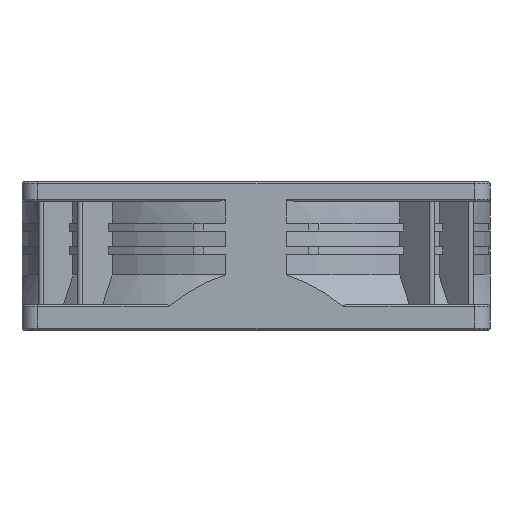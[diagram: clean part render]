
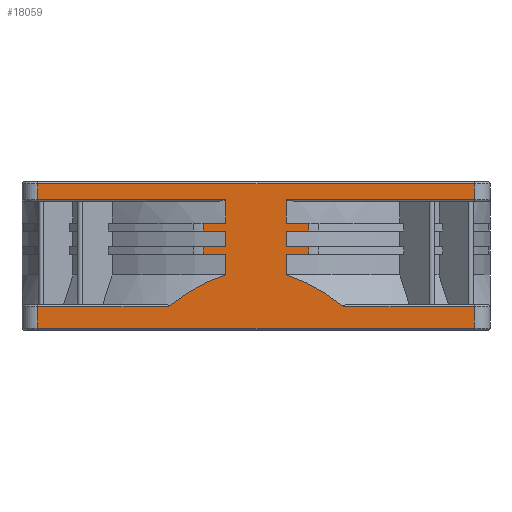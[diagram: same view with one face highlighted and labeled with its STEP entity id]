
A CAD part, front view. The second image highlights one B-rep face of the part: STEP entity #18059.
In plain terms, the highlighted planar face has unit normal (0, -1, 0).
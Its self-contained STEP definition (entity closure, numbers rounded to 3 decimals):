
#1856=DIRECTION('',(1.,0.,0.));
#1857=VECTOR('',#1856,112.);
#1858=CARTESIAN_POINT('',(-56.,-60.,-37.5));
#1859=LINE('',#1858,#1857);
#2317=DIRECTION('',(0.,0.,1.));
#2318=VECTOR('',#2317,5.5);
#2319=CARTESIAN_POINT('',(56.,-60.,-37.5));
#2320=LINE('',#2319,#2318);
#2321=DIRECTION('',(0.,0.,-1.));
#2322=VECTOR('',#2321,5.5);
#2323=CARTESIAN_POINT('',(-56.,-60.,-32.));
#2324=LINE('',#2323,#2322);
#2933=DIRECTION('',(-1.,0.,0.));
#2934=VECTOR('',#2933,112.);
#2935=CARTESIAN_POINT('',(56.,-60.,-0.5));
#2936=LINE('',#2935,#2934);
#5690=DIRECTION('',(-1.,0.,0.));
#5691=VECTOR('',#5690,33.492);
#5692=CARTESIAN_POINT('',(-22.508,-60.,-32.));
#5693=LINE('',#5692,#5691);
#5935=DIRECTION('',(0.,0.,-1.));
#5936=VECTOR('',#5935,6.1);
#5937=CARTESIAN_POINT('',(-7.762,-60.,-4.5));
#5938=LINE('',#5937,#5936);
#5943=DIRECTION('',(1.,0.,0.));
#5944=VECTOR('',#5943,48.238);
#5945=CARTESIAN_POINT('',(-56.,-60.,-4.5));
#5946=LINE('',#5945,#5944);
#5965=DIRECTION('',(-1.,0.,0.));
#5966=VECTOR('',#5965,5.775);
#5967=CARTESIAN_POINT('',(-7.762,-60.,-10.6));
#5968=LINE('',#5967,#5966);
#5996=DIRECTION('',(1.,0.,0.));
#5997=VECTOR('',#5996,5.775);
#5998=CARTESIAN_POINT('',(-13.537,-60.,-12.6));
#5999=LINE('',#5998,#5997);
#6005=DIRECTION('',(0.,0.,-1.));
#6006=VECTOR('',#6005,2.);
#6007=CARTESIAN_POINT('',(-13.537,-60.,-10.6));
#6008=LINE('',#6007,#6006);
#6009=DIRECTION('',(0.,0.,-1.));
#6010=VECTOR('',#6009,4.);
#6011=CARTESIAN_POINT('',(-7.762,-60.,-12.6));
#6012=LINE('',#6011,#6010);
#6031=DIRECTION('',(-1.,0.,0.));
#6032=VECTOR('',#6031,5.775);
#6033=CARTESIAN_POINT('',(-7.762,-60.,-16.6));
#6034=LINE('',#6033,#6032);
#6062=DIRECTION('',(1.,0.,0.));
#6063=VECTOR('',#6062,5.775);
#6064=CARTESIAN_POINT('',(-13.537,-60.,-18.6));
#6065=LINE('',#6064,#6063);
#6071=DIRECTION('',(0.,0.,-1.));
#6072=VECTOR('',#6071,2.);
#6073=CARTESIAN_POINT('',(-13.537,-60.,-16.6));
#6074=LINE('',#6073,#6072);
#6079=DIRECTION('',(0.,0.,-1.));
#6080=VECTOR('',#6079,5.267);
#6081=CARTESIAN_POINT('',(-7.762,-60.,-18.6));
#6082=LINE('',#6081,#6080);
#6115=CARTESIAN_POINT('',(-7.762,-60.,-23.867));
#6116=CARTESIAN_POINT('',(-9.284,-60.,-24.31));
#6117=CARTESIAN_POINT('',(-12.411,-60.,-25.482));
#6118=CARTESIAN_POINT('',(-17.306,-60.,-28.137));
#6119=CARTESIAN_POINT('',(-20.75,-60.,-30.598));
#6120=CARTESIAN_POINT('',(-22.508,-60.,-32.));
#6148=DIRECTION('',(0.,0.,-1.));
#6149=VECTOR('',#6148,4.);
#6150=CARTESIAN_POINT('',(-56.,-60.,-0.5));
#6151=LINE('',#6150,#6149);
#6249=DIRECTION('',(1.,0.,0.));
#6250=VECTOR('',#6249,48.238);
#6251=CARTESIAN_POINT('',(7.762,-60.,-4.5));
#6252=LINE('',#6251,#6250);
#6285=DIRECTION('',(0.,0.,1.));
#6286=VECTOR('',#6285,6.1);
#6287=CARTESIAN_POINT('',(7.762,-60.,-10.6));
#6288=LINE('',#6287,#6286);
#6293=DIRECTION('',(0.,0.,1.));
#6294=VECTOR('',#6293,5.267);
#6295=CARTESIAN_POINT('',(7.762,-60.,-23.867));
#6296=LINE('',#6295,#6294);
#6302=DIRECTION('',(1.,0.,0.));
#6303=VECTOR('',#6302,5.775);
#6304=CARTESIAN_POINT('',(7.762,-60.,-18.6));
#6305=LINE('',#6304,#6303);
#6320=DIRECTION('',(0.,0.,1.));
#6321=VECTOR('',#6320,2.);
#6322=CARTESIAN_POINT('',(13.537,-60.,-18.6));
#6323=LINE('',#6322,#6321);
#6324=DIRECTION('',(-1.,0.,0.));
#6325=VECTOR('',#6324,5.775);
#6326=CARTESIAN_POINT('',(13.537,-60.,-16.6));
#6327=LINE('',#6326,#6325);
#6351=DIRECTION('',(0.,0.,1.));
#6352=VECTOR('',#6351,4.);
#6353=CARTESIAN_POINT('',(7.762,-60.,-16.6));
#6354=LINE('',#6353,#6352);
#6360=DIRECTION('',(1.,0.,0.));
#6361=VECTOR('',#6360,5.775);
#6362=CARTESIAN_POINT('',(7.762,-60.,-12.6));
#6363=LINE('',#6362,#6361);
#6378=DIRECTION('',(0.,0.,1.));
#6379=VECTOR('',#6378,2.);
#6380=CARTESIAN_POINT('',(13.537,-60.,-12.6));
#6381=LINE('',#6380,#6379);
#6382=DIRECTION('',(-1.,0.,0.));
#6383=VECTOR('',#6382,5.775);
#6384=CARTESIAN_POINT('',(13.537,-60.,-10.6));
#6385=LINE('',#6384,#6383);
#6441=CARTESIAN_POINT('',(22.508,-60.,-32.));
#6442=CARTESIAN_POINT('',(21.223,-60.,-30.975));
#6443=CARTESIAN_POINT('',(18.674,-60.,-29.112));
#6444=CARTESIAN_POINT('',(15.445,-60.,-27.095));
#6445=CARTESIAN_POINT('',(11.343,-60.,-25.057));
#6446=CARTESIAN_POINT('',(8.949,-60.,-24.213));
#6447=CARTESIAN_POINT('',(7.762,-60.,-23.867));
#6461=DIRECTION('',(-1.,0.,0.));
#6462=VECTOR('',#6461,33.492);
#6463=CARTESIAN_POINT('',(56.,-60.,-32.));
#6464=LINE('',#6463,#6462);
#6888=DIRECTION('',(0.,0.,1.));
#6889=VECTOR('',#6888,4.);
#6890=CARTESIAN_POINT('',(56.,-60.,-4.5));
#6891=LINE('',#6890,#6889);
#12337=CARTESIAN_POINT('',(56.,-60.,-32.));
#12338=VERTEX_POINT('',#12337);
#12341=CARTESIAN_POINT('',(56.,-60.,-37.5));
#12342=VERTEX_POINT('',#12341);
#12803=CARTESIAN_POINT('',(56.,-60.,-0.5));
#12804=VERTEX_POINT('',#12803);
#12805=CARTESIAN_POINT('',(-56.,-60.,-0.5));
#12806=VERTEX_POINT('',#12805);
#12975=CARTESIAN_POINT('',(-56.,-60.,-32.));
#12976=CARTESIAN_POINT('',(-56.,-60.,-37.5));
#12977=VERTEX_POINT('',#12975);
#12978=VERTEX_POINT('',#12976);
#12979=CARTESIAN_POINT('',(-22.508,-60.,-32.));
#12980=VERTEX_POINT('',#12979);
#12981=VERTEX_POINT('',#6115);
#12982=CARTESIAN_POINT('',(-7.762,-60.,-18.6));
#12983=VERTEX_POINT('',#12982);
#12984=CARTESIAN_POINT('',(-13.537,-60.,-18.6));
#12985=VERTEX_POINT('',#12984);
#12986=CARTESIAN_POINT('',(-13.537,-60.,-16.6));
#12987=VERTEX_POINT('',#12986);
#12988=CARTESIAN_POINT('',(-7.762,-60.,-16.6));
#12989=VERTEX_POINT('',#12988);
#12990=CARTESIAN_POINT('',(-7.762,-60.,-12.6));
#12991=VERTEX_POINT('',#12990);
#12992=CARTESIAN_POINT('',(-13.537,-60.,-12.6));
#12993=VERTEX_POINT('',#12992);
#12994=CARTESIAN_POINT('',(-13.537,-60.,-10.6));
#12995=VERTEX_POINT('',#12994);
#12996=CARTESIAN_POINT('',(-7.762,-60.,-10.6));
#12997=VERTEX_POINT('',#12996);
#12998=CARTESIAN_POINT('',(-7.762,-60.,-4.5));
#12999=VERTEX_POINT('',#12998);
#13000=CARTESIAN_POINT('',(-56.,-60.,-4.5));
#13001=VERTEX_POINT('',#13000);
#13002=CARTESIAN_POINT('',(56.,-60.,-4.5));
#13003=VERTEX_POINT('',#13002);
#13004=CARTESIAN_POINT('',(7.762,-60.,-4.5));
#13005=VERTEX_POINT('',#13004);
#13006=CARTESIAN_POINT('',(7.762,-60.,-10.6));
#13007=VERTEX_POINT('',#13006);
#13008=CARTESIAN_POINT('',(13.537,-60.,-10.6));
#13009=VERTEX_POINT('',#13008);
#13010=CARTESIAN_POINT('',(13.537,-60.,-12.6));
#13011=VERTEX_POINT('',#13010);
#13012=CARTESIAN_POINT('',(7.762,-60.,-12.6));
#13013=VERTEX_POINT('',#13012);
#13014=CARTESIAN_POINT('',(7.762,-60.,-16.6));
#13015=VERTEX_POINT('',#13014);
#13016=CARTESIAN_POINT('',(13.537,-60.,-16.6));
#13017=VERTEX_POINT('',#13016);
#13018=CARTESIAN_POINT('',(13.537,-60.,-18.6));
#13019=VERTEX_POINT('',#13018);
#13020=CARTESIAN_POINT('',(7.762,-60.,-18.6));
#13021=VERTEX_POINT('',#13020);
#13022=CARTESIAN_POINT('',(7.762,-60.,-23.867));
#13023=VERTEX_POINT('',#13022);
#13024=VERTEX_POINT('',#6441);
#17994=CARTESIAN_POINT('',(-60.,-60.,-38.166));
#17995=DIRECTION('',(0.,-1.,0.));
#17996=DIRECTION('',(0.,0.,-1.));
#17997=AXIS2_PLACEMENT_3D('',#17994,#17995,#17996);
#17998=PLANE('',#17997);
#17999=ORIENTED_EDGE('',*,*,#17988,.F.);
#18000=ORIENTED_EDGE('',*,*,#16461,.F.);
#18002=ORIENTED_EDGE('',*,*,#18001,.F.);
#18004=ORIENTED_EDGE('',*,*,#18003,.F.);
#18006=ORIENTED_EDGE('',*,*,#18005,.F.);
#18008=ORIENTED_EDGE('',*,*,#18007,.F.);
#18010=ORIENTED_EDGE('',*,*,#18009,.F.);
#18012=ORIENTED_EDGE('',*,*,#18011,.F.);
#18014=ORIENTED_EDGE('',*,*,#18013,.F.);
#18016=ORIENTED_EDGE('',*,*,#18015,.F.);
#18018=ORIENTED_EDGE('',*,*,#18017,.F.);
#18020=ORIENTED_EDGE('',*,*,#18019,.F.);
#18022=ORIENTED_EDGE('',*,*,#18021,.F.);
#18024=ORIENTED_EDGE('',*,*,#18023,.F.);
#18026=ORIENTED_EDGE('',*,*,#18025,.F.);
#18028=ORIENTED_EDGE('',*,*,#18027,.F.);
#18030=ORIENTED_EDGE('',*,*,#18029,.F.);
#18032=ORIENTED_EDGE('',*,*,#18031,.F.);
#18034=ORIENTED_EDGE('',*,*,#18033,.F.);
#18036=ORIENTED_EDGE('',*,*,#18035,.F.);
#18038=ORIENTED_EDGE('',*,*,#18037,.F.);
#18040=ORIENTED_EDGE('',*,*,#18039,.F.);
#18042=ORIENTED_EDGE('',*,*,#18041,.F.);
#18044=ORIENTED_EDGE('',*,*,#18043,.F.);
#18046=ORIENTED_EDGE('',*,*,#18045,.F.);
#18048=ORIENTED_EDGE('',*,*,#18047,.F.);
#18050=ORIENTED_EDGE('',*,*,#18049,.F.);
#18052=ORIENTED_EDGE('',*,*,#18051,.F.);
#18054=ORIENTED_EDGE('',*,*,#18053,.F.);
#18056=ORIENTED_EDGE('',*,*,#18055,.F.);
#18057=EDGE_LOOP('',(#17999,#18000,#18002,#18004,#18006,#18008,#18010,#18012,
#18014,#18016,#18018,#18020,#18022,#18024,#18026,#18028,#18030,#18032,#18034,
#18036,#18038,#18040,#18042,#18044,#18046,#18048,#18050,#18052,#18054,#18056));
#18058=FACE_OUTER_BOUND('',#18057,.F.);
#18059=ADVANCED_FACE('',(#18058),#17998,.T.);
#6121=B_SPLINE_CURVE_WITH_KNOTS('',3,(#6115,#6116,#6117,#6118,#6119,#6120),
.UNSPECIFIED.,.F.,.F.,(4,1,1,4),(0.,0.333,0.667,1.),
.UNSPECIFIED.);
#6448=B_SPLINE_CURVE_WITH_KNOTS('',3,(#6441,#6442,#6443,#6444,#6445,#6446,
#6447),.UNSPECIFIED.,.F.,.F.,(4,1,1,1,4),(0.,0.25,0.5,0.75,1.),
.UNSPECIFIED.);
#16461=EDGE_CURVE('',#12978,#12342,#1859,.T.);
#17988=EDGE_CURVE('',#12342,#12338,#2320,.T.);
#18001=EDGE_CURVE('',#12977,#12978,#2324,.T.);
#18003=EDGE_CURVE('',#12980,#12977,#5693,.T.);
#18005=EDGE_CURVE('',#12981,#12980,#6121,.T.);
#18007=EDGE_CURVE('',#12983,#12981,#6082,.T.);
#18009=EDGE_CURVE('',#12985,#12983,#6065,.T.);
#18011=EDGE_CURVE('',#12987,#12985,#6074,.T.);
#18013=EDGE_CURVE('',#12989,#12987,#6034,.T.);
#18015=EDGE_CURVE('',#12991,#12989,#6012,.T.);
#18017=EDGE_CURVE('',#12993,#12991,#5999,.T.);
#18019=EDGE_CURVE('',#12995,#12993,#6008,.T.);
#18021=EDGE_CURVE('',#12997,#12995,#5968,.T.);
#18023=EDGE_CURVE('',#12999,#12997,#5938,.T.);
#18025=EDGE_CURVE('',#13001,#12999,#5946,.T.);
#18027=EDGE_CURVE('',#12806,#13001,#6151,.T.);
#18029=EDGE_CURVE('',#12804,#12806,#2936,.T.);
#18031=EDGE_CURVE('',#13003,#12804,#6891,.T.);
#18033=EDGE_CURVE('',#13005,#13003,#6252,.T.);
#18035=EDGE_CURVE('',#13007,#13005,#6288,.T.);
#18037=EDGE_CURVE('',#13009,#13007,#6385,.T.);
#18039=EDGE_CURVE('',#13011,#13009,#6381,.T.);
#18041=EDGE_CURVE('',#13013,#13011,#6363,.T.);
#18043=EDGE_CURVE('',#13015,#13013,#6354,.T.);
#18045=EDGE_CURVE('',#13017,#13015,#6327,.T.);
#18047=EDGE_CURVE('',#13019,#13017,#6323,.T.);
#18049=EDGE_CURVE('',#13021,#13019,#6305,.T.);
#18051=EDGE_CURVE('',#13023,#13021,#6296,.T.);
#18053=EDGE_CURVE('',#13024,#13023,#6448,.T.);
#18055=EDGE_CURVE('',#12338,#13024,#6464,.T.);
